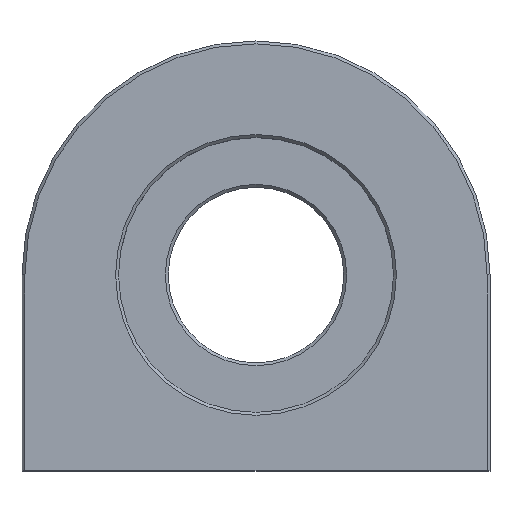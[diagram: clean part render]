
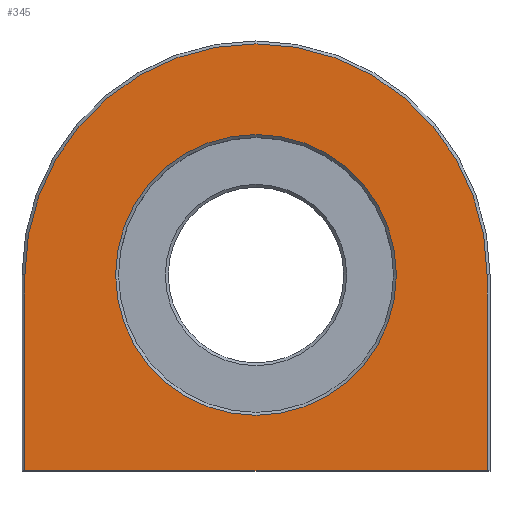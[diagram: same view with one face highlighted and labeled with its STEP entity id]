
A CAD part, top view. The second image highlights one B-rep face of the part: STEP entity #345.
In plain terms, the highlighted planar face has unit normal (0, 0, 1).
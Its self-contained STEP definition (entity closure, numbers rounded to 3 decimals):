
#25=LINE('',#532,#47);
#36=LINE('',#584,#58);
#38=LINE('',#592,#60);
#47=VECTOR('',#422,10.);
#58=VECTOR('',#483,10.);
#60=VECTOR('',#493,10.);
#73=PLANE('',#406);
#87=FACE_BOUND('',#149,.T.);
#111=FACE_OUTER_BOUND('',#148,.T.);
#148=EDGE_LOOP('',(#308,#309,#310,#311));
#149=EDGE_LOOP('',(#312));
#163=CIRCLE('',#396,39.5);
#166=CIRCLE('',#404,24.);
#174=VERTEX_POINT('',#529);
#175=VERTEX_POINT('',#531);
#191=VERTEX_POINT('',#582);
#193=VERTEX_POINT('',#587);
#195=VERTEX_POINT('',#602);
#203=EDGE_CURVE('',#175,#174,#25,.T.);
#225=EDGE_CURVE('',#191,#174,#36,.T.);
#227=EDGE_CURVE('',#193,#191,#163,.T.);
#229=EDGE_CURVE('',#175,#193,#38,.T.);
#234=EDGE_CURVE('',#195,#195,#166,.T.);
#308=ORIENTED_EDGE('',*,*,#229,.F.);
#309=ORIENTED_EDGE('',*,*,#203,.T.);
#310=ORIENTED_EDGE('',*,*,#225,.F.);
#311=ORIENTED_EDGE('',*,*,#227,.F.);
#312=ORIENTED_EDGE('',*,*,#234,.F.);
#345=ADVANCED_FACE('',(#111,#87),#73,.T.);
#396=AXIS2_PLACEMENT_3D('',#589,#487,#488);
#404=AXIS2_PLACEMENT_3D('',#603,#507,#508);
#406=AXIS2_PLACEMENT_3D('',#605,#511,#512);
#422=DIRECTION('',(1.,0.,0.));
#483=DIRECTION('',(0.,-1.,0.));
#487=DIRECTION('center_axis',(0.,0.,-1.));
#488=DIRECTION('ref_axis',(1.,0.,0.));
#493=DIRECTION('',(0.,1.,0.));
#507=DIRECTION('center_axis',(0.,0.,1.));
#508=DIRECTION('ref_axis',(-1.,0.,0.));
#511=DIRECTION('center_axis',(0.,0.,1.));
#512=DIRECTION('ref_axis',(1.,0.,0.));
#529=CARTESIAN_POINT('',(39.5,4.,70.));
#531=CARTESIAN_POINT('',(-39.5,4.,70.));
#532=CARTESIAN_POINT('',(-40.,4.,70.));
#582=CARTESIAN_POINT('',(39.5,37.5,70.));
#584=CARTESIAN_POINT('',(39.5,17.844,70.));
#587=CARTESIAN_POINT('',(-39.5,37.5,70.));
#589=CARTESIAN_POINT('Origin',(0.,37.5,70.));
#592=CARTESIAN_POINT('',(-39.5,34.594,70.));
#602=CARTESIAN_POINT('',(24.,37.5,70.));
#603=CARTESIAN_POINT('Origin',(0.,37.5,70.));
#605=CARTESIAN_POINT('Origin',(0.,31.688,70.));
